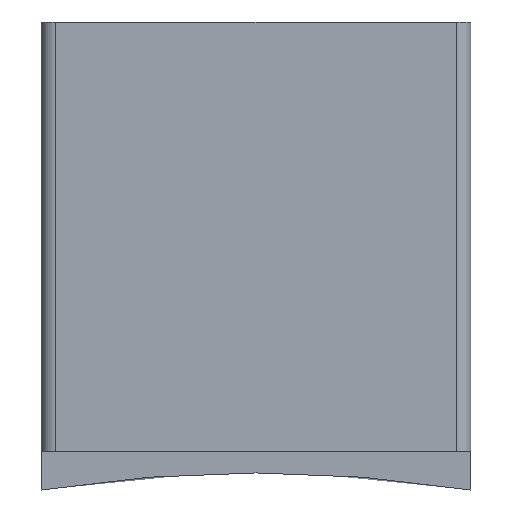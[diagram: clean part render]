
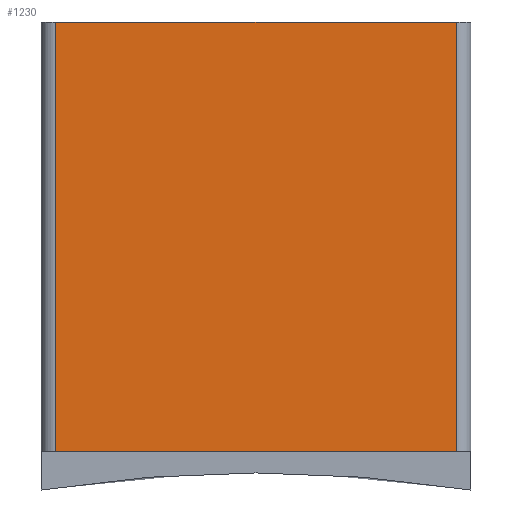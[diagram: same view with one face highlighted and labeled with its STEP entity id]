
A CAD part, front view. The second image highlights one B-rep face of the part: STEP entity #1230.
In plain terms, the highlighted planar face has unit normal (0, -1, 0).
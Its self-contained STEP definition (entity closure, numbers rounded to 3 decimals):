
#137=FACE_OUTER_BOUND('',#203,.T.);
#203=EDGE_LOOP('',(#1118,#1119,#1120,#1121));
#337=LINE('',#2085,#475);
#338=LINE('',#2088,#476);
#339=LINE('',#2096,#477);
#341=LINE('',#2102,#479);
#475=VECTOR('',#1635,10.);
#476=VECTOR('',#1638,10.);
#477=VECTOR('',#1651,10.);
#479=VECTOR('',#1661,10.);
#590=VERTEX_POINT('',#2081);
#591=VERTEX_POINT('',#2083);
#592=VERTEX_POINT('',#2087);
#593=VERTEX_POINT('',#2094);
#761=EDGE_CURVE('',#591,#590,#337,.T.);
#762=EDGE_CURVE('',#590,#592,#338,.T.);
#767=EDGE_CURVE('',#592,#593,#339,.T.);
#769=EDGE_CURVE('',#591,#593,#341,.T.);
#1118=ORIENTED_EDGE('',*,*,#761,.F.);
#1119=ORIENTED_EDGE('',*,*,#769,.T.);
#1120=ORIENTED_EDGE('',*,*,#767,.F.);
#1121=ORIENTED_EDGE('',*,*,#762,.F.);
#1166=PLANE('',#1337);
#1230=ADVANCED_FACE('',(#137),#1166,.T.);
#1337=AXIS2_PLACEMENT_3D('',#2103,#1662,#1663);
#1635=DIRECTION('',(0.,0.,1.));
#1638=DIRECTION('',(1.,0.,0.));
#1651=DIRECTION('',(0.,0.,-1.));
#1661=DIRECTION('',(1.,0.,0.));
#1662=DIRECTION('center_axis',(0.,-1.,0.));
#1663=DIRECTION('ref_axis',(0.,0.,-1.));
#2081=CARTESIAN_POINT('',(-2.8,0.,6.));
#2083=CARTESIAN_POINT('',(-2.8,0.,0.));
#2085=CARTESIAN_POINT('',(-2.8,0.,4.5));
#2087=CARTESIAN_POINT('',(2.8,0.,6.));
#2088=CARTESIAN_POINT('',(0.,0.,6.));
#2094=CARTESIAN_POINT('',(2.8,0.,0.));
#2096=CARTESIAN_POINT('',(2.8,0.,4.5));
#2102=CARTESIAN_POINT('',(0.,0.,0.));
#2103=CARTESIAN_POINT('Origin',(0.,0.,6.));
